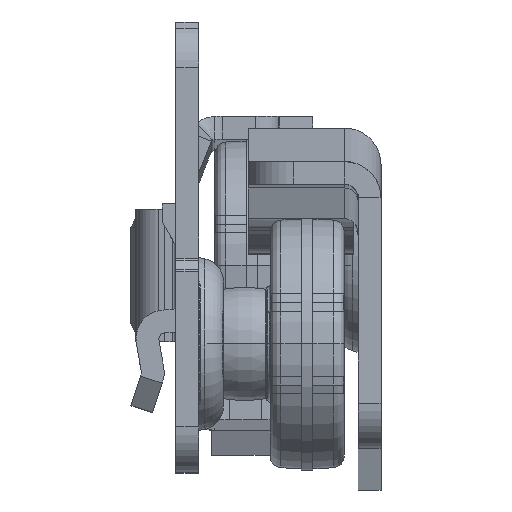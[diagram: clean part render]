
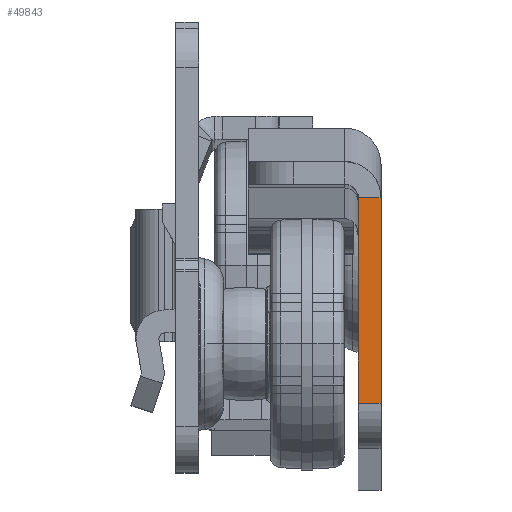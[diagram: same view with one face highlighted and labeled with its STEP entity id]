
A CAD part, top view. The second image highlights one B-rep face of the part: STEP entity #49843.
In plain terms, the highlighted face is planar.
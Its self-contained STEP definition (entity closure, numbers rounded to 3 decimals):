
#1960 = LINE ( 'NONE', #18548, #51905 ) ;
#7413 = DIRECTION ( 'NONE',  ( 1., 0., 0. ) ) ;
#7848 = EDGE_CURVE ( 'NONE', #29052, #25232, #1960, .T. ) ;
#8601 = ORIENTED_EDGE ( 'NONE', *, *, #7848, .F. ) ;
#8785 = DIRECTION ( 'NONE',  ( 0., -1., 0. ) ) ;
#9427 = EDGE_LOOP ( 'NONE', ( #8601, #20399, #16566, #29471 ) ) ;
#12740 = CARTESIAN_POINT ( 'NONE',  ( -2., -11.75, 595.5 ) ) ;
#13498 = PLANE ( 'NONE',  #52736 ) ;
#16536 = LINE ( 'NONE', #12740, #31051 ) ;
#16566 = ORIENTED_EDGE ( 'NONE', *, *, #34578, .T. ) ;
#18548 = CARTESIAN_POINT ( 'NONE',  ( -2., 10.226, 595.5 ) ) ;
#20343 = VERTEX_POINT ( 'NONE', #45159 ) ;
#20399 = ORIENTED_EDGE ( 'NONE', *, *, #47874, .T. ) ;
#21132 = DIRECTION ( 'NONE',  ( 0., -1., 0. ) ) ;
#21363 = DIRECTION ( 'NONE',  ( 1., 0., 0. ) ) ;
#22319 = DIRECTION ( 'NONE',  ( 1., 0., 0. ) ) ;
#25232 = VERTEX_POINT ( 'NONE', #34477 ) ;
#28204 = VERTEX_POINT ( 'NONE', #52527 ) ;
#29052 = VERTEX_POINT ( 'NONE', #33581 ) ;
#29471 = ORIENTED_EDGE ( 'NONE', *, *, #46316, .F. ) ;
#30206 = FACE_OUTER_BOUND ( 'NONE', #9427, .T. ) ;
#30495 = DIRECTION ( 'NONE',  ( 0., 0., 1. ) ) ;
#31051 = VECTOR ( 'NONE', #21132, 1000. ) ;
#33581 = CARTESIAN_POINT ( 'NONE',  ( -2., 10.226, 595.5 ) ) ;
#33593 = CARTESIAN_POINT ( 'NONE',  ( 0., -11.75, 595.5 ) ) ;
#34477 = CARTESIAN_POINT ( 'NONE',  ( 0., 10.226, 595.5 ) ) ;
#34578 = EDGE_CURVE ( 'NONE', #28204, #20343, #52832, .T. ) ;
#38591 = CARTESIAN_POINT ( 'NONE',  ( -2., -11.75, 595.5 ) ) ;
#45159 = CARTESIAN_POINT ( 'NONE',  ( 0., -7.75, 595.5 ) ) ;
#45541 = LINE ( 'NONE', #33593, #49013 ) ;
#46316 = EDGE_CURVE ( 'NONE', #25232, #20343, #45541, .T. ) ;
#47245 = VECTOR ( 'NONE', #7413, 1000. ) ;
#47874 = EDGE_CURVE ( 'NONE', #29052, #28204, #16536, .T. ) ;
#49013 = VECTOR ( 'NONE', #8785, 1000. ) ;
#49048 = CARTESIAN_POINT ( 'NONE',  ( -2., -7.75, 595.5 ) ) ;
#49843 = ADVANCED_FACE ( 'NONE', ( #30206 ), #13498, .T. ) ;
#51905 = VECTOR ( 'NONE', #22319, 1000. ) ;
#52527 = CARTESIAN_POINT ( 'NONE',  ( -2., -7.75, 595.5 ) ) ;
#52736 = AXIS2_PLACEMENT_3D ( 'NONE', #38591, #30495, #21363 ) ;
#52832 = LINE ( 'NONE', #49048, #47245 ) ;
